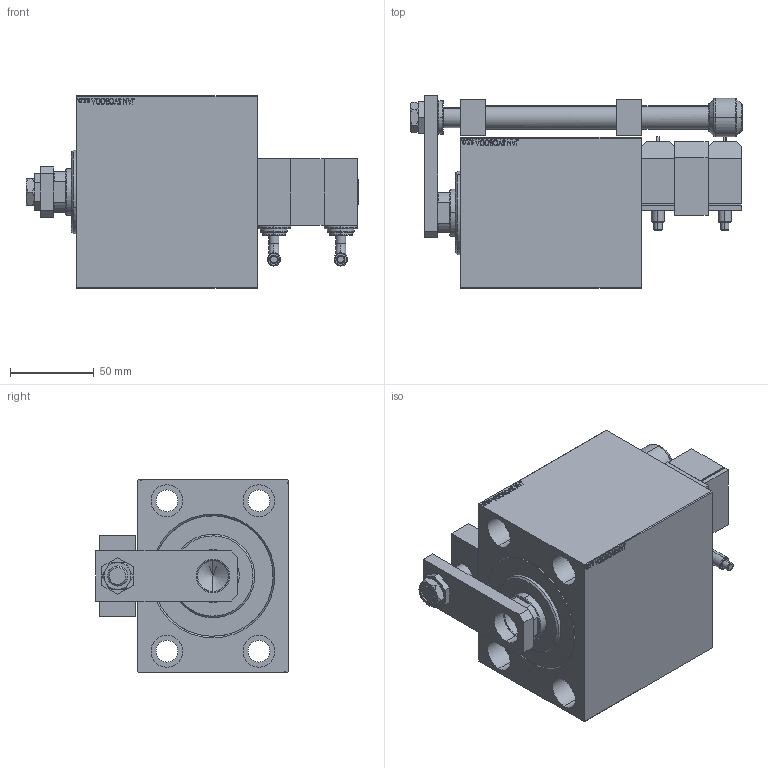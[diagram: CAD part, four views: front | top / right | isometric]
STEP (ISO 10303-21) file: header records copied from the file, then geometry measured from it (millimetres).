
FILE_DESCRIPTION (( 'STEP AP203' ), '1' );
FILE_NAME ('0e48.STEP', '2022-04-17T01:34:30', ( '' ), ( '' ), 'SwSTEP 2.0', 'SolidWorks 2019', '' );
FILE_SCHEMA (( 'CONFIG_CONTROL_DESIGN' ));
Length unit declared in the file: millimetre
Products named in the file (13): SWITCH_P_FRONT_BACK 89a55b1fb5c552491224ae673c452820; MIDDLE 89a55b1fb5c552491224ae673c452820; V450CM_C_Body 89a55b1fb5c552491224ae673c452820; KROUZEK_PRO_TYC 89a55b1fb5c552491224ae673c452820; TYC_P 89a55b1fb5c552491224ae673c452820; V450CM_C_VCP 89a55b1fb5c552491224ae673c452820; NUT_D16 89a55b1fb5c552491224ae673c452820; ZARAZKA_P 89a55b1fb5c552491224ae673c452820; SWITCH DIM W_B 89a55b1fb5c552491224ae673c452820; V450CM_VC_B 89a55b1fb5c552491224ae673c452820; 0e48; NUT_D19_P 89a55b1fb5c552491224ae673c452820; SWITCH P 89a55b1fb5c552491224ae673c452820
Assembly tree (14 placements, depth 2):
  0e48
    V450CM_C_Body 89a55b1fb5c552491224ae673c452820
    V450CM_C_VCP 89a55b1fb5c552491224ae673c452820
    V450CM_VC_B 89a55b1fb5c552491224ae673c452820
    SWITCH DIM W_B 89a55b1fb5c552491224ae673c452820
    SWITCH P 89a55b1fb5c552491224ae673c452820  x2
    SWITCH_P_FRONT_BACK 89a55b1fb5c552491224ae673c452820  x2
    TYC_P 89a55b1fb5c552491224ae673c452820
    ZARAZKA_P 89a55b1fb5c552491224ae673c452820
    KROUZEK_PRO_TYC 89a55b1fb5c552491224ae673c452820
    MIDDLE 89a55b1fb5c552491224ae673c452820
    NUT_D16 89a55b1fb5c552491224ae673c452820
    NUT_D19_P 89a55b1fb5c552491224ae673c452820
Bounding box: 198.5 x 115 x 115 mm (x, y, z)
Volume: 1144240.2 mm3; surface area: 191257.3 mm2
Topology: 14 solids, 14 shells, 1114 faces, 2780 edges, 1820 vertices
Faces by surface type: plane 525, bspline 384, cylinder 124, cone 49, torus 32
Entity records: 51121 total; most frequent: CARTESIAN_POINT 27215, ORIENTED_EDGE 5200, DIRECTION 3443, EDGE_CURVE 2600, VERTEX_POINT 1707, VECTOR 1491, LINE 1491, EDGE_LOOP 1187
